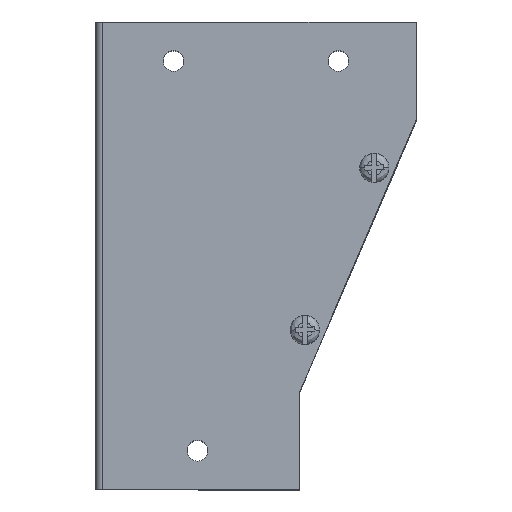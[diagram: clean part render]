
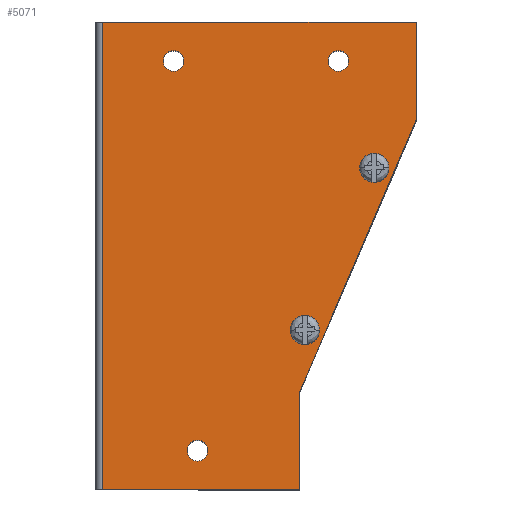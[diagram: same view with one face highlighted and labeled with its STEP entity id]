
A CAD part, top view. The second image highlights one B-rep face of the part: STEP entity #5071.
In plain terms, the highlighted planar face has unit normal (0, 0, 1).
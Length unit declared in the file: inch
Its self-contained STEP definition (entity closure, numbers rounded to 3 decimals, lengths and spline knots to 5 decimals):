
#203 = AXIS2_PLACEMENT_3D ( 'NONE', #729, #676, #7614 ) ;
#242 = DIRECTION ( 'NONE',  ( 0., 1., 0. ) ) ;
#320 = DIRECTION ( 'NONE',  ( 0., -1., 0. ) ) ;
#430 = CARTESIAN_POINT ( 'NONE',  ( 1.39327, 1.12761, 0.057 ) ) ;
#449 = EDGE_CURVE ( 'NONE', #4362, #6389, #9452, .T. ) ;
#458 = DIRECTION ( 'NONE',  ( 1., 0., 0. ) ) ;
#495 = AXIS2_PLACEMENT_3D ( 'NONE', #6960, #6187, #2535 ) ;
#548 = ORIENTED_EDGE ( 'NONE', *, *, #8442, .T. ) ;
#558 = VERTEX_POINT ( 'NONE', #3875 ) ;
#586 = ORIENTED_EDGE ( 'NONE', *, *, #5062, .T. ) ;
#647 = CARTESIAN_POINT ( 'NONE',  ( 0.62701, -0.952, 0.057 ) ) ;
#676 = DIRECTION ( 'NONE',  ( 0., 0., -1. ) ) ;
#729 = CARTESIAN_POINT ( 'NONE',  ( -1.057, 2.5, 0.057 ) ) ;
#732 = EDGE_LOOP ( 'NONE', ( #3303, #548 ) ) ;
#739 = EDGE_CURVE ( 'NONE', #558, #3915, #6554, .T. ) ;
#761 = ORIENTED_EDGE ( 'NONE', *, *, #5604, .T. ) ;
#779 = CARTESIAN_POINT ( 'NONE',  ( 1.64327, 1.12761, 0.057 ) ) ;
#803 = DIRECTION ( 'NONE',  ( 0., 0., 1. ) ) ;
#847 = DIRECTION ( 'NONE',  ( 1., 0., 0. ) ) ;
#882 = CARTESIAN_POINT ( 'NONE',  ( -1.971, -3., 0.057 ) ) ;
#1009 = CARTESIAN_POINT ( 'NONE',  ( -0.924, 2.5, 0.057 ) ) ;
#1029 = ORIENTED_EDGE ( 'NONE', *, *, #3495, .T. ) ;
#1087 = VERTEX_POINT ( 'NONE', #6240 ) ;
#1110 = EDGE_CURVE ( 'NONE', #4086, #558, #1613, .T. ) ;
#1126 = VECTOR ( 'NONE', #5502, 39.37008 ) ;
#1145 = EDGE_CURVE ( 'NONE', #1087, #2840, #8145, .T. ) ;
#1174 = AXIS2_PLACEMENT_3D ( 'NONE', #4879, #8038, #7262 ) ;
#1223 = CARTESIAN_POINT ( 'NONE',  ( 1.51827, 1.12761, 0.057 ) ) ;
#1229 = ORIENTED_EDGE ( 'NONE', *, *, #1779, .T. ) ;
#1329 = CIRCLE ( 'NONE', #8444, 0.125 ) ;
#1337 = DIRECTION ( 'NONE',  ( 0., 0., -1. ) ) ;
#1417 = ORIENTED_EDGE ( 'NONE', *, *, #9775, .T. ) ;
#1493 = DIRECTION ( 'NONE',  ( 0., 0., -1. ) ) ;
#1611 = CARTESIAN_POINT ( 'NONE',  ( 1.51827, 1.12761, 0.057 ) ) ;
#1613 = LINE ( 'NONE', #3231, #3521 ) ;
#1614 = EDGE_CURVE ( 'NONE', #8687, #2921, #9815, .T. ) ;
#1745 = ORIENTED_EDGE ( 'NONE', *, *, #8441, .T. ) ;
#1779 = EDGE_CURVE ( 'NONE', #6159, #8044, #6839, .T. ) ;
#1907 = ORIENTED_EDGE ( 'NONE', *, *, #6035, .T. ) ;
#2042 = CARTESIAN_POINT ( 'NONE',  ( -0.617, -2.5, 0.057 ) ) ;
#2153 = CARTESIAN_POINT ( 'NONE',  ( 1.057, 2.5, 0.057 ) ) ;
#2172 = ORIENTED_EDGE ( 'NONE', *, *, #6204, .T. ) ;
#2193 = FACE_OUTER_BOUND ( 'NONE', #3206, .T. ) ;
#2291 = DIRECTION ( 'NONE',  ( 1., 0., 0. ) ) ;
#2341 = CIRCLE ( 'NONE', #9299, 0.133 ) ;
#2510 = VECTOR ( 'NONE', #242, 39.37008 ) ;
#2535 = DIRECTION ( 'NONE',  ( 1., 0., 0. ) ) ;
#2542 = ORIENTED_EDGE ( 'NONE', *, *, #1110, .T. ) ;
#2686 = AXIS2_PLACEMENT_3D ( 'NONE', #2153, #5121, #458 ) ;
#2687 = ORIENTED_EDGE ( 'NONE', *, *, #449, .T. ) ;
#2782 = ORIENTED_EDGE ( 'NONE', *, *, #4477, .T. ) ;
#2840 = VERTEX_POINT ( 'NONE', #882 ) ;
#2921 = VERTEX_POINT ( 'NONE', #7193 ) ;
#2943 = VERTEX_POINT ( 'NONE', #4424 ) ;
#2975 = DIRECTION ( 'NONE',  ( 0., 0., -1. ) ) ;
#3106 = LINE ( 'NONE', #10159, #1126 ) ;
#3130 = CARTESIAN_POINT ( 'NONE',  ( 0.557, -1.75, 0.057 ) ) ;
#3131 = FACE_BOUND ( 'NONE', #7710, .T. ) ;
#3206 = EDGE_LOOP ( 'NONE', ( #2542, #6455, #761, #8871, #1907, #1029 ) ) ;
#3231 = CARTESIAN_POINT ( 'NONE',  ( 0.557, -1.75, 0.057 ) ) ;
#3303 = ORIENTED_EDGE ( 'NONE', *, *, #8520, .T. ) ;
#3495 = EDGE_CURVE ( 'NONE', #2943, #4086, #3106, .T. ) ;
#3521 = VECTOR ( 'NONE', #3957, 39.37008 ) ;
#3565 = LINE ( 'NONE', #6722, #4661 ) ;
#3697 = AXIS2_PLACEMENT_3D ( 'NONE', #8947, #8227, #8125 ) ;
#3875 = CARTESIAN_POINT ( 'NONE',  ( 2.057, 1.75, 0.057 ) ) ;
#3915 = VERTEX_POINT ( 'NONE', #7589 ) ;
#3957 = DIRECTION ( 'NONE',  ( 0.394, 0.919, 0. ) ) ;
#4053 = EDGE_LOOP ( 'NONE', ( #1417, #2687 ) ) ;
#4086 = VERTEX_POINT ( 'NONE', #3130 ) ;
#4243 = VERTEX_POINT ( 'NONE', #6798 ) ;
#4362 = VERTEX_POINT ( 'NONE', #430 ) ;
#4424 = CARTESIAN_POINT ( 'NONE',  ( 0.557, -3., 0.057 ) ) ;
#4477 = EDGE_CURVE ( 'NONE', #7603, #8837, #5467, .T. ) ;
#4509 = CARTESIAN_POINT ( 'NONE',  ( -1.057, 2.5, 0.057 ) ) ;
#4583 = DIRECTION ( 'NONE',  ( 1., 0., 0. ) ) ;
#4661 = VECTOR ( 'NONE', #8534, 39.37008 ) ;
#4675 = AXIS2_PLACEMENT_3D ( 'NONE', #7408, #1337, #8541 ) ;
#4780 = DIRECTION ( 'NONE',  ( 0., 0., -1. ) ) ;
#4879 = CARTESIAN_POINT ( 'NONE',  ( 1.057, 2.5, 0.057 ) ) ;
#4995 = AXIS2_PLACEMENT_3D ( 'NONE', #1223, #2975, #10135 ) ;
#5034 = DIRECTION ( 'NONE',  ( -1., 0., 0. ) ) ;
#5055 = CARTESIAN_POINT ( 'NONE',  ( -0.883, -2.5, 0.057 ) ) ;
#5062 = EDGE_CURVE ( 'NONE', #2921, #8687, #1329, .T. ) ;
#5071 = ADVANCED_FACE ( 'NONE', ( #2193, #6299, #5368, #3131, #7854, #8521 ), #5419, .T. ) ;
#5121 = DIRECTION ( 'NONE',  ( 0., 0., -1. ) ) ;
#5140 = CARTESIAN_POINT ( 'NONE',  ( 0.924, 2.5, 0.057 ) ) ;
#5226 = VERTEX_POINT ( 'NONE', #1009 ) ;
#5338 = CIRCLE ( 'NONE', #203, 0.133 ) ;
#5368 = FACE_BOUND ( 'NONE', #6191, .T. ) ;
#5419 = PLANE ( 'NONE',  #9768 ) ;
#5467 = CIRCLE ( 'NONE', #495, 0.133 ) ;
#5502 = DIRECTION ( 'NONE',  ( 0., 1., 0. ) ) ;
#5604 = EDGE_CURVE ( 'NONE', #3915, #1087, #6016, .T. ) ;
#5825 = CIRCLE ( 'NONE', #1174, 0.133 ) ;
#5929 = CARTESIAN_POINT ( 'NONE',  ( 2.057, 1.75, 0.057 ) ) ;
#6016 = LINE ( 'NONE', #8342, #9774 ) ;
#6035 = EDGE_CURVE ( 'NONE', #2840, #2943, #3565, .T. ) ;
#6159 = VERTEX_POINT ( 'NONE', #7992 ) ;
#6187 = DIRECTION ( 'NONE',  ( 0., 0., -1. ) ) ;
#6191 = EDGE_LOOP ( 'NONE', ( #9772, #586 ) ) ;
#6204 = EDGE_CURVE ( 'NONE', #8044, #6159, #5825, .T. ) ;
#6221 = DIRECTION ( 'NONE',  ( 1., 0., 0. ) ) ;
#6240 = CARTESIAN_POINT ( 'NONE',  ( -1.971, 3., 0.057 ) ) ;
#6299 = FACE_BOUND ( 'NONE', #4053, .T. ) ;
#6389 = VERTEX_POINT ( 'NONE', #779 ) ;
#6455 = ORIENTED_EDGE ( 'NONE', *, *, #739, .T. ) ;
#6554 = LINE ( 'NONE', #5929, #2510 ) ;
#6675 = CARTESIAN_POINT ( 'NONE',  ( 0.75201, -0.952, 0.057 ) ) ;
#6722 = CARTESIAN_POINT ( 'NONE',  ( -2.057, -3., 0.057 ) ) ;
#6798 = CARTESIAN_POINT ( 'NONE',  ( -1.19, 2.5, 0.057 ) ) ;
#6839 = CIRCLE ( 'NONE', #2686, 0.133 ) ;
#6960 = CARTESIAN_POINT ( 'NONE',  ( -0.75, -2.5, 0.057 ) ) ;
#7142 = EDGE_LOOP ( 'NONE', ( #1229, #2172 ) ) ;
#7193 = CARTESIAN_POINT ( 'NONE',  ( 0.50201, -0.952, 0.057 ) ) ;
#7262 = DIRECTION ( 'NONE',  ( 1., 0., 0. ) ) ;
#7333 = VECTOR ( 'NONE', #320, 39.37008 ) ;
#7408 = CARTESIAN_POINT ( 'NONE',  ( -0.75, -2.5, 0.057 ) ) ;
#7589 = CARTESIAN_POINT ( 'NONE',  ( 2.057, 3., 0.057 ) ) ;
#7603 = VERTEX_POINT ( 'NONE', #5055 ) ;
#7614 = DIRECTION ( 'NONE',  ( 1., 0., 0. ) ) ;
#7710 = EDGE_LOOP ( 'NONE', ( #1745, #2782 ) ) ;
#7813 = CIRCLE ( 'NONE', #4675, 0.133 ) ;
#7854 = FACE_BOUND ( 'NONE', #732, .T. ) ;
#7992 = CARTESIAN_POINT ( 'NONE',  ( 1.19, 2.5, 0.057 ) ) ;
#8038 = DIRECTION ( 'NONE',  ( 0., 0., -1. ) ) ;
#8044 = VERTEX_POINT ( 'NONE', #5140 ) ;
#8125 = DIRECTION ( 'NONE',  ( 1., 0., 0. ) ) ;
#8145 = LINE ( 'NONE', #9061, #7333 ) ;
#8227 = DIRECTION ( 'NONE',  ( 0., 0., -1. ) ) ;
#8342 = CARTESIAN_POINT ( 'NONE',  ( 2.057, 3., 0.057 ) ) ;
#8441 = EDGE_CURVE ( 'NONE', #8837, #7603, #7813, .T. ) ;
#8442 = EDGE_CURVE ( 'NONE', #4243, #5226, #5338, .T. ) ;
#8444 = AXIS2_PLACEMENT_3D ( 'NONE', #647, #9294, #4583 ) ;
#8520 = EDGE_CURVE ( 'NONE', #5226, #4243, #2341, .T. ) ;
#8521 = FACE_BOUND ( 'NONE', #7142, .T. ) ;
#8534 = DIRECTION ( 'NONE',  ( 1., 0., 0. ) ) ;
#8541 = DIRECTION ( 'NONE',  ( 1., 0., 0. ) ) ;
#8687 = VERTEX_POINT ( 'NONE', #6675 ) ;
#8837 = VERTEX_POINT ( 'NONE', #2042 ) ;
#8871 = ORIENTED_EDGE ( 'NONE', *, *, #1145, .T. ) ;
#8947 = CARTESIAN_POINT ( 'NONE',  ( 0.62701, -0.952, 0.057 ) ) ;
#9061 = CARTESIAN_POINT ( 'NONE',  ( -1.971, 3., 0.057 ) ) ;
#9294 = DIRECTION ( 'NONE',  ( 0., 0., -1. ) ) ;
#9299 = AXIS2_PLACEMENT_3D ( 'NONE', #4509, #1493, #6221 ) ;
#9346 = CARTESIAN_POINT ( 'NONE',  ( 2.057, 3., 0.057 ) ) ;
#9418 = AXIS2_PLACEMENT_3D ( 'NONE', #1611, #4780, #847 ) ;
#9452 = CIRCLE ( 'NONE', #4995, 0.125 ) ;
#9586 = CIRCLE ( 'NONE', #9418, 0.125 ) ;
#9768 = AXIS2_PLACEMENT_3D ( 'NONE', #9346, #803, #2291 ) ;
#9772 = ORIENTED_EDGE ( 'NONE', *, *, #1614, .T. ) ;
#9774 = VECTOR ( 'NONE', #5034, 39.37008 ) ;
#9775 = EDGE_CURVE ( 'NONE', #6389, #4362, #9586, .T. ) ;
#9815 = CIRCLE ( 'NONE', #3697, 0.125 ) ;
#10135 = DIRECTION ( 'NONE',  ( 1., 0., 0. ) ) ;
#10159 = CARTESIAN_POINT ( 'NONE',  ( 0.557, -3., 0.057 ) ) ;
